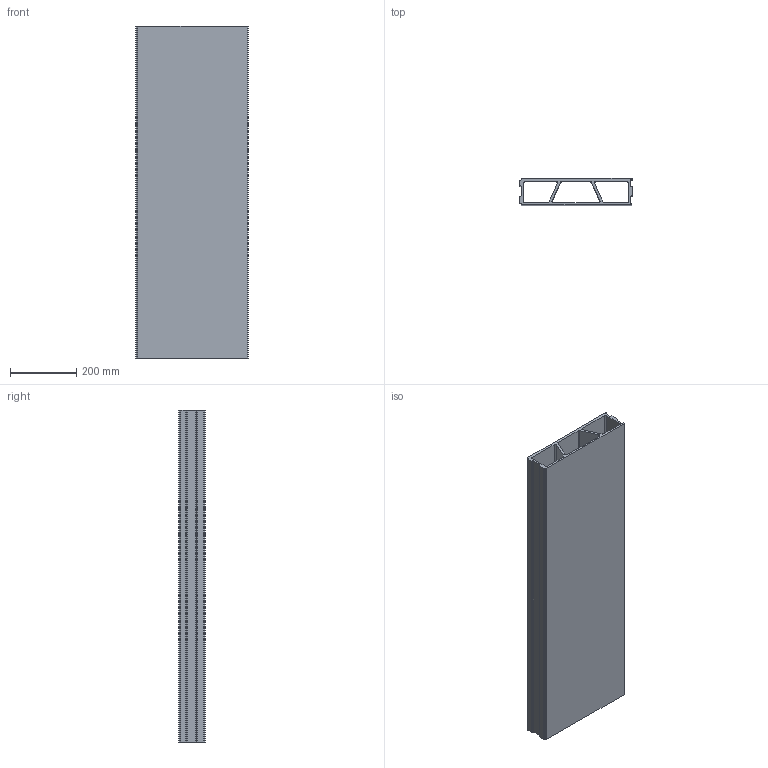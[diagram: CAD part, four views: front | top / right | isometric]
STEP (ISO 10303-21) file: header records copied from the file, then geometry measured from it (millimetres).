
FILE_DESCRIPTION(/* description */ ('Planke 333x80x327'),/* implementation_level */ '2;1');
FILE_NAME(/* name */ 'FBD300.stp',/* time_stamp */ '2019-09-19T15:44:27+02:00',/* author */ ('mma'),/* organization */ (''),/* preprocessor_version */ 'ST-DEVELOPER v16.5',/* originating_system */ 'Autodesk Inventor 2017',/* authorisation */ '0 mm^3');
FILE_SCHEMA (('AUTOMOTIVE_DESIGN { 1 0 10303 214 3 1 1 }'));
Length unit declared in the file: millimetre
Products named in the file (1): FBD 300 122089  iht.EN 13706-01
Bounding box: 338.8 x 80 x 1000 mm (x, y, z)
Volume: 7117979.6 mm3; surface area: 1855394.4 mm2
Topology: 1 solids, 1 shells, 67 faces, 195 edges, 130 vertices
Faces by surface type: plane 35, cylinder 32
Entity records: 2275 total; most frequent: DIRECTION 395, CARTESIAN_POINT 393, ORIENTED_EDGE 390, EDGE_CURVE 195, AXIS2_PLACEMENT_3D 132, LINE 131, VECTOR 131, VERTEX_POINT 130
